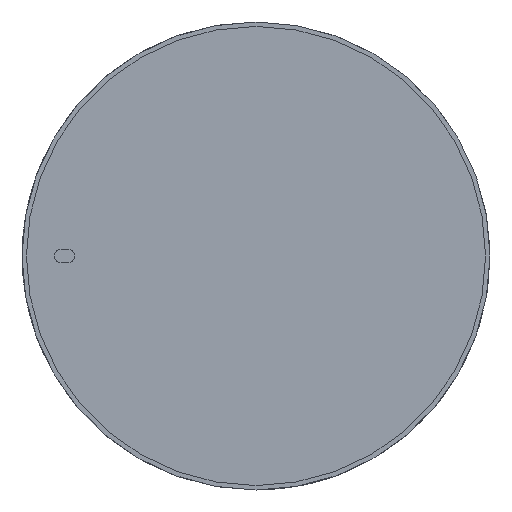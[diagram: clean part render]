
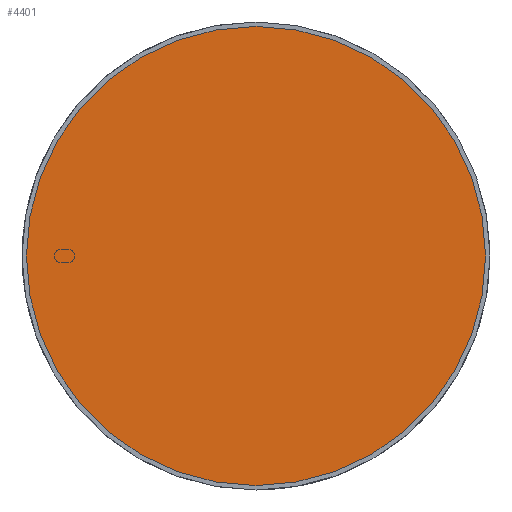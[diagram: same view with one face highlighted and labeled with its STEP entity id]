
A CAD part, left-side view. The second image highlights one B-rep face of the part: STEP entity #4401.
In plain terms, the highlighted planar face has unit normal (-1, 0, 0).
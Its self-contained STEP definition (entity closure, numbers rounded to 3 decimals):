
#295 = ORIENTED_EDGE ( 'NONE', *, *, #1834, .T. ) ;
#1335 = CARTESIAN_POINT ( 'NONE',  ( 855.4, 0., 1297. ) ) ;
#1500 = AXIS2_PLACEMENT_3D ( 'NONE', #1335, #8005, #6713 ) ;
#1560 = VERTEX_POINT ( 'NONE', #7406 ) ;
#1834 = EDGE_CURVE ( 'NONE', #1560, #4706, #2736, .T. ) ;
#2010 = PLANE ( 'NONE',  #1500 ) ;
#2036 = ORIENTED_EDGE ( 'NONE', *, *, #3457, .T. ) ;
#2736 = CIRCLE ( 'NONE', #3438, 51.541 ) ;
#2961 = DIRECTION ( 'NONE',  ( -1., 0., 0. ) ) ;
#3438 = AXIS2_PLACEMENT_3D ( 'NONE', #7523, #7566, #5564 ) ;
#3457 = EDGE_CURVE ( 'NONE', #4706, #1560, #7940, .T. ) ;
#3881 = EDGE_LOOP ( 'NONE', ( #2036, #295 ) ) ;
#4401 = ADVANCED_FACE ( 'NONE', ( #5363 ), #2010, .T. ) ;
#4706 = VERTEX_POINT ( 'NONE', #7149 ) ;
#4899 = CARTESIAN_POINT ( 'NONE',  ( 855.4, 0., 1297. ) ) ;
#5363 = FACE_OUTER_BOUND ( 'NONE', #3881, .T. ) ;
#5564 = DIRECTION ( 'NONE',  ( 0., 0., 1. ) ) ;
#5614 = AXIS2_PLACEMENT_3D ( 'NONE', #4899, #2961, #7697 ) ;
#6713 = DIRECTION ( 'NONE',  ( 0., 0., 1. ) ) ;
#7149 = CARTESIAN_POINT ( 'NONE',  ( 855.4, 0., 1245.459 ) ) ;
#7406 = CARTESIAN_POINT ( 'NONE',  ( 855.4, 0., 1348.541 ) ) ;
#7523 = CARTESIAN_POINT ( 'NONE',  ( 855.4, 0., 1297. ) ) ;
#7566 = DIRECTION ( 'NONE',  ( -1., 0., 0. ) ) ;
#7697 = DIRECTION ( 'NONE',  ( 0., 0., 1. ) ) ;
#7940 = CIRCLE ( 'NONE', #5614, 51.541 ) ;
#8005 = DIRECTION ( 'NONE',  ( -1., 0., 0. ) ) ;
